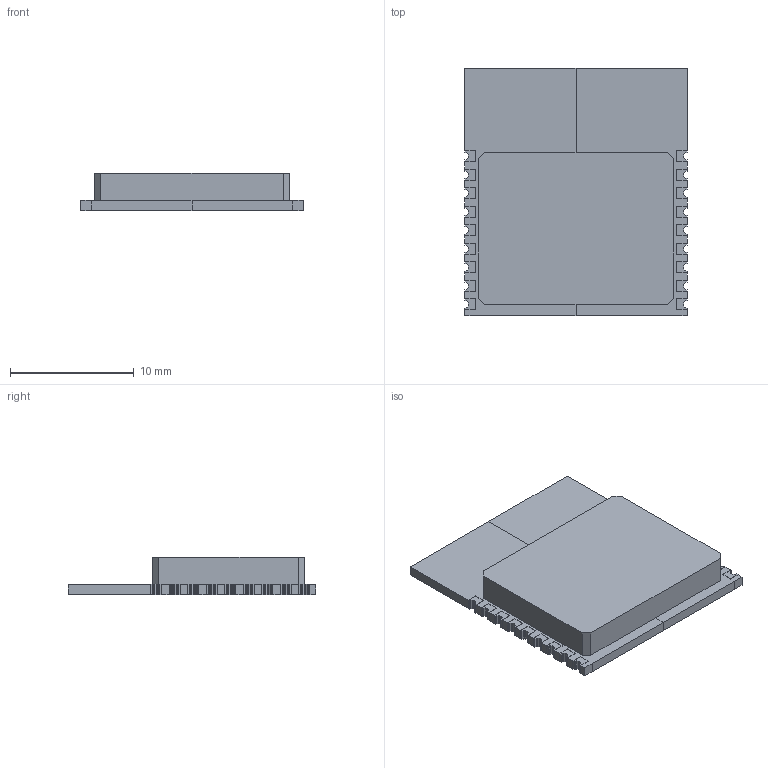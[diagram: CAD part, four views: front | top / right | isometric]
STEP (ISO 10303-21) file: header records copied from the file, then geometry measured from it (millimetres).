
FILE_DESCRIPTION(('FreeCAD Model'),'2;1');
FILE_NAME('ESP-WROOM-02.step','2016-04-06T20:21:32',('Author'),(''), 'Open CASCADE STEP processor 6.8','FreeCAD','Unknown');
FILE_SCHEMA(('AUTOMOTIVE_DESIGN_CC2 { 1 2 10303 214 -1 1 5 4 }'));
Length unit declared in the file: millimetre
Products named in the file (1): ESP-WROOM-02
Bounding box: 18 x 20 x 3 mm (x, y, z)
Volume: 712.6 mm3; surface area: 949.3 mm2
Topology: 1 solids, 1 shells, 404 faces, 1172 edges, 769 vertices
Faces by surface type: plane 404
Entity records: 28239 total; most frequent: CARTESIAN_POINT 4690, DIRECTION 4326, LINE 3516, VECTOR 3516, ORIENTED_EDGE 2344, PCURVE 2344, DEFINITIONAL_REPRESENTATION 2344, EDGE_CURVE 1172
